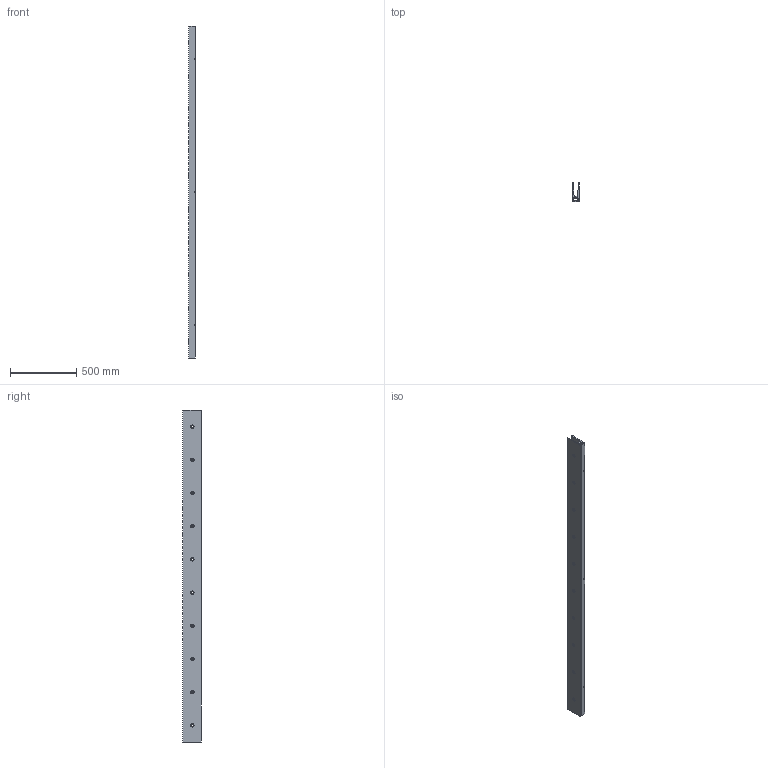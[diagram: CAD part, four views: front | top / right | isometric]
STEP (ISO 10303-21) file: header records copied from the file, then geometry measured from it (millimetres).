
FILE_DESCRIPTION(/* description */ ('Glass profile TL-6011 L=2500mm'),/* implementation_level */ '2;1');
FILE_NAME(/* name */ '1060110021x.stp',/* time_stamp */ '2020-11-30T14:46:21+01:00',/* author */ ('nick'),/* organization */ (''),/* preprocessor_version */ 'ST-DEVELOPER v18.1',/* originating_system */ 'Autodesk Inventor 2021',/* authorisation */ '');
FILE_SCHEMA (('AUTOMOTIVE_DESIGN { 1 0 10303 214 3 1 1 }'));
Length unit declared in the file: millimetre
Products named in the file (1): 1060110021x
Bounding box: 51.48 x 140 x 2500 mm (x, y, z)
Volume: 6859965 mm3; surface area: 1845035.2 mm2
Topology: 1 solids, 1 shells, 150 faces, 456 edges, 305 vertices
Faces by surface type: cylinder 75, plane 62, cone 13
Full cylindrical faces by diameter (mm): 12 x3, 14 x10, 25 x20
Entity records: 5485 total; most frequent: CARTESIAN_POINT 1152, ORIENTED_EDGE 912, DIRECTION 889, EDGE_CURVE 456, AXIS2_PLACEMENT_3D 312, VERTEX_POINT 305, LINE 265, VECTOR 265
